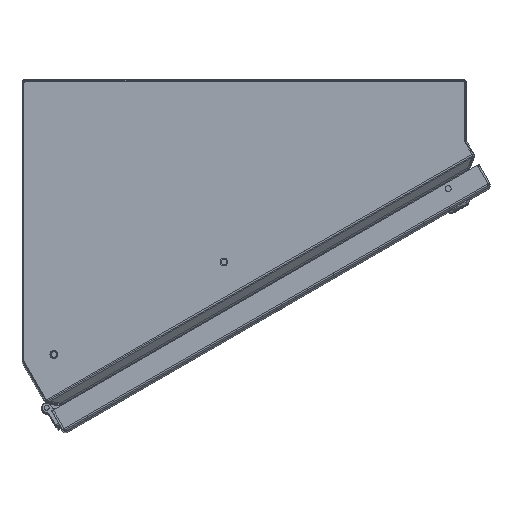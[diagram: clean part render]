
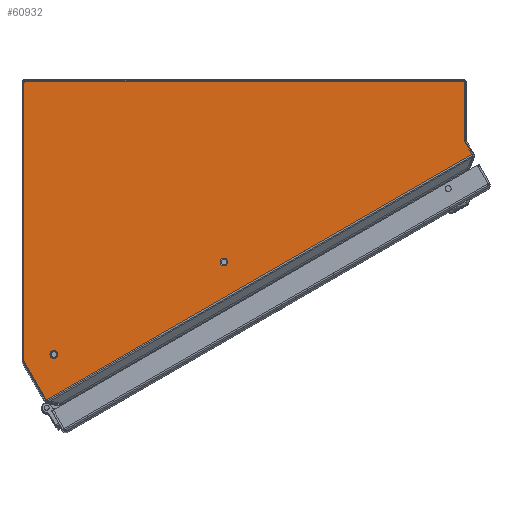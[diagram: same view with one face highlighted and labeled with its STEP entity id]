
A CAD part, top view. The second image highlights one B-rep face of the part: STEP entity #60932.
In plain terms, the highlighted planar face has unit normal (0, 0, 1).
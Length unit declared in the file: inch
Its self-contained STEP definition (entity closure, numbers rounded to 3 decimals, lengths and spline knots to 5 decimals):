
#271 = CARTESIAN_POINT ( 'NONE',  ( 7.15505, 0.00803, 15. ) ) ;
#367 = CARTESIAN_POINT ( 'NONE',  ( -6.41426, -8.38532, 15. ) ) ;
#470 = EDGE_CURVE ( 'NONE', #53973, #59173, #21146, .T. ) ;
#747 = ORIENTED_EDGE ( 'NONE', *, *, #48572, .T. ) ;
#932 = ORIENTED_EDGE ( 'NONE', *, *, #83104, .T. ) ;
#1599 = FACE_BOUND ( 'NONE', #39057, .T. ) ;
#2704 = DIRECTION ( 'NONE',  ( 0., 0., 1. ) ) ;
#2835 = DIRECTION ( 'NONE',  ( 0., 0., 1. ) ) ;
#3361 = VECTOR ( 'NONE', #4258, 39.37008 ) ;
#3589 = CIRCLE ( 'NONE', #58011, 0.0965 ) ;
#4140 = EDGE_LOOP ( 'NONE', ( #15225, #932, #74707, #55372, #89919, #14877, #91313, #65524, #38916, #13400, #86060, #93830 ) ) ;
#4258 = DIRECTION ( 'NONE',  ( -0.866, -0.5, 0. ) ) ;
#4980 = VERTEX_POINT ( 'NONE', #75552 ) ;
#5012 = VERTEX_POINT ( 'NONE', #60491 ) ;
#5117 = DIRECTION ( 'NONE',  ( 0., 0., -1. ) ) ;
#6043 = EDGE_CURVE ( 'NONE', #68404, #5012, #25081, .T. ) ;
#6417 = VECTOR ( 'NONE', #29968, 39.37008 ) ;
#7247 = DIRECTION ( 'NONE',  ( 0., 0., -1. ) ) ;
#7545 = DIRECTION ( 'NONE',  ( 1., 0., 0. ) ) ;
#8274 = VERTEX_POINT ( 'NONE', #93434 ) ;
#9119 = CARTESIAN_POINT ( 'NONE',  ( -7.14701, -7.11615, 15. ) ) ;
#9549 = CARTESIAN_POINT ( 'NONE',  ( -7.09505, 1.97, 15. ) ) ;
#9755 = CIRCLE ( 'NONE', #51432, 0.06 ) ;
#10024 = EDGE_CURVE ( 'NONE', #5012, #68404, #14198, .T. ) ;
#10216 = EDGE_CURVE ( 'NONE', #8274, #38935, #92591, .T. ) ;
#10269 = CARTESIAN_POINT ( 'NONE',  ( -6.41426, -8.38532, 15. ) ) ;
#10517 = CARTESIAN_POINT ( 'NONE',  ( 7.1671, -0.02892, 15. ) ) ;
#10856 = CARTESIAN_POINT ( 'NONE',  ( 7.16309, -0.02197, 15. ) ) ;
#13400 = ORIENTED_EDGE ( 'NONE', *, *, #470, .T. ) ;
#14198 = CIRCLE ( 'NONE', #20599, 0.0965 ) ;
#14877 = ORIENTED_EDGE ( 'NONE', *, *, #48026, .F. ) ;
#15225 = ORIENTED_EDGE ( 'NONE', *, *, #34058, .F. ) ;
#16360 = AXIS2_PLACEMENT_3D ( 'NONE', #72264, #74227, #51190 ) ;
#16997 = ORIENTED_EDGE ( 'NONE', *, *, #10024, .F. ) ;
#17849 = CARTESIAN_POINT ( 'NONE',  ( 7.21505, 0.00803, 15. ) ) ;
#18304 = DIRECTION ( 'NONE',  ( 0., 0., 1. ) ) ;
#20390 = DIRECTION ( 'NONE',  ( 0., 1., 0. ) ) ;
#20599 = AXIS2_PLACEMENT_3D ( 'NONE', #41405, #18304, #73969 ) ;
#21146 = CIRCLE ( 'NONE', #51642, 0.06 ) ;
#21432 = LINE ( 'NONE', #98585, #6417 ) ;
#22088 = DIRECTION ( 'NONE',  ( 1., 0., 0. ) ) ;
#22299 = CARTESIAN_POINT ( 'NONE',  ( -7.15505, -7.08615, 15. ) ) ;
#22380 = VERTEX_POINT ( 'NONE', #67896 ) ;
#25081 = CIRCLE ( 'NONE', #49230, 0.0965 ) ;
#25208 = VECTOR ( 'NONE', #86757, 39.37008 ) ;
#26054 = FACE_BOUND ( 'NONE', #76192, .T. ) ;
#26186 = EDGE_CURVE ( 'NONE', #32724, #36759, #89711, .T. ) ;
#26314 = CARTESIAN_POINT ( 'NONE',  ( 7.09505, 1.91, 15. ) ) ;
#27769 = CARTESIAN_POINT ( 'NONE',  ( -7.15505, 1.91, 15. ) ) ;
#28918 = LINE ( 'NONE', #59577, #70492 ) ;
#29096 = VERTEX_POINT ( 'NONE', #9119 ) ;
#29968 = DIRECTION ( 'NONE',  ( 0., 1., 0. ) ) ;
#32724 = VERTEX_POINT ( 'NONE', #27769 ) ;
#32750 = EDGE_CURVE ( 'NONE', #22380, #51011, #51430, .T. ) ;
#33156 = VECTOR ( 'NONE', #80781, 39.37008 ) ;
#33251 = EDGE_CURVE ( 'NONE', #70178, #77782, #9755, .T. ) ;
#33665 = VERTEX_POINT ( 'NONE', #94338 ) ;
#34058 = EDGE_CURVE ( 'NONE', #54267, #77782, #77292, .T. ) ;
#36759 = VERTEX_POINT ( 'NONE', #22299 ) ;
#37504 = DIRECTION ( 'NONE',  ( -0.5, 0.866, 0. ) ) ;
#38916 = ORIENTED_EDGE ( 'NONE', *, *, #59318, .F. ) ;
#38935 = VERTEX_POINT ( 'NONE', #51114 ) ;
#39057 = EDGE_LOOP ( 'NONE', ( #57067, #747 ) ) ;
#40001 = LINE ( 'NONE', #367, #86708 ) ;
#40342 = VECTOR ( 'NONE', #7545, 39.37008 ) ;
#41405 = CARTESIAN_POINT ( 'NONE',  ( -0.65606, -3.90613, 15. ) ) ;
#43130 = CARTESIAN_POINT ( 'NONE',  ( 7.16309, -0.02197, 15. ) ) ;
#43187 = CARTESIAN_POINT ( 'NONE',  ( -7.15505, 1.91, 15. ) ) ;
#43403 = CARTESIAN_POINT ( 'NONE',  ( 7.39019, -0.41532, 15. ) ) ;
#43625 = ORIENTED_EDGE ( 'NONE', *, *, #6043, .F. ) ;
#46220 = AXIS2_PLACEMENT_3D ( 'NONE', #73853, #5117, #22088 ) ;
#47522 = DIRECTION ( 'NONE',  ( -0.5, 0.866, 0. ) ) ;
#47937 = AXIS2_PLACEMENT_3D ( 'NONE', #63121, #86651, #70631 ) ;
#48026 = EDGE_CURVE ( 'NONE', #51011, #4980, #40001, .T. ) ;
#48386 = CARTESIAN_POINT ( 'NONE',  ( -0.65606, -3.90613, 15. ) ) ;
#48479 = DIRECTION ( 'NONE',  ( -0.866, -0.5, 0. ) ) ;
#48572 = EDGE_CURVE ( 'NONE', #38935, #8274, #3589, .T. ) ;
#48675 = DIRECTION ( 'NONE',  ( 0.5, -0.866, 0. ) ) ;
#49230 = AXIS2_PLACEMENT_3D ( 'NONE', #48386, #2704, #77958 ) ;
#50634 = LINE ( 'NONE', #43130, #89735 ) ;
#51011 = VERTEX_POINT ( 'NONE', #10269 ) ;
#51114 = CARTESIAN_POINT ( 'NONE',  ( -6.24975, -6.8974, 15. ) ) ;
#51125 = CIRCLE ( 'NONE', #47937, 0.06 ) ;
#51190 = DIRECTION ( 'NONE',  ( 1., 0., 0. ) ) ;
#51430 = LINE ( 'NONE', #43403, #3361 ) ;
#51432 = AXIS2_PLACEMENT_3D ( 'NONE', #26314, #2835, #71033 ) ;
#51642 = AXIS2_PLACEMENT_3D ( 'NONE', #17849, #56965, #48479 ) ;
#52633 = CARTESIAN_POINT ( 'NONE',  ( -0.65606, -3.80963, 15. ) ) ;
#52949 = CARTESIAN_POINT ( 'NONE',  ( -7.09505, 1.97, 15. ) ) ;
#53973 = VERTEX_POINT ( 'NONE', #10856 ) ;
#54267 = VERTEX_POINT ( 'NONE', #52949 ) ;
#55372 = ORIENTED_EDGE ( 'NONE', *, *, #95363, .T. ) ;
#56718 = PLANE ( 'NONE',  #16360 ) ;
#56965 = DIRECTION ( 'NONE',  ( 0., 0., -1. ) ) ;
#57067 = ORIENTED_EDGE ( 'NONE', *, *, #10216, .T. ) ;
#58011 = AXIS2_PLACEMENT_3D ( 'NONE', #68969, #7247, #92956 ) ;
#58838 = EDGE_CURVE ( 'NONE', #4980, #29096, #28918, .T. ) ;
#59173 = VERTEX_POINT ( 'NONE', #271 ) ;
#59318 = EDGE_CURVE ( 'NONE', #53973, #33665, #50634, .T. ) ;
#59577 = CARTESIAN_POINT ( 'NONE',  ( -7.143, -7.1231, 15. ) ) ;
#59998 = CARTESIAN_POINT ( 'NONE',  ( -7.09505, 1.91, 15. ) ) ;
#60491 = CARTESIAN_POINT ( 'NONE',  ( -0.65606, -4.00263, 15. ) ) ;
#60932 = ADVANCED_FACE ( 'NONE', ( #26054, #1599, #69755 ), #56718, .T. ) ;
#63121 = CARTESIAN_POINT ( 'NONE',  ( -7.09505, -7.08615, 15. ) ) ;
#65524 = ORIENTED_EDGE ( 'NONE', *, *, #68150, .F. ) ;
#67896 = CARTESIAN_POINT ( 'NONE',  ( 7.39019, -0.41532, 15. ) ) ;
#68150 = EDGE_CURVE ( 'NONE', #33665, #22380, #87728, .T. ) ;
#68404 = VERTEX_POINT ( 'NONE', #52633 ) ;
#68969 = CARTESIAN_POINT ( 'NONE',  ( -6.15325, -6.8974, 15. ) ) ;
#69755 = FACE_OUTER_BOUND ( 'NONE', #4140, .T. ) ;
#70178 = VERTEX_POINT ( 'NONE', #81427 ) ;
#70492 = VECTOR ( 'NONE', #37504, 39.37008 ) ;
#70631 = DIRECTION ( 'NONE',  ( -1., 0., 0. ) ) ;
#71033 = DIRECTION ( 'NONE',  ( 1., 0., 0. ) ) ;
#72054 = EDGE_CURVE ( 'NONE', #59173, #70178, #21432, .T. ) ;
#72264 = CARTESIAN_POINT ( 'NONE',  ( -0.00001, 0., 15. ) ) ;
#72528 = CIRCLE ( 'NONE', #94867, 0.06 ) ;
#73853 = CARTESIAN_POINT ( 'NONE',  ( -6.15325, -6.8974, 15. ) ) ;
#73969 = DIRECTION ( 'NONE',  ( 0., -1., 0. ) ) ;
#74227 = DIRECTION ( 'NONE',  ( 0., 0., 1. ) ) ;
#74707 = ORIENTED_EDGE ( 'NONE', *, *, #26186, .T. ) ;
#75552 = CARTESIAN_POINT ( 'NONE',  ( -7.143, -7.1231, 15. ) ) ;
#76192 = EDGE_LOOP ( 'NONE', ( #16997, #43625 ) ) ;
#77292 = LINE ( 'NONE', #9549, #40342 ) ;
#77782 = VERTEX_POINT ( 'NONE', #86359 ) ;
#77958 = DIRECTION ( 'NONE',  ( 0., 1., 0. ) ) ;
#80781 = DIRECTION ( 'NONE',  ( 0., -1., 0. ) ) ;
#81427 = CARTESIAN_POINT ( 'NONE',  ( 7.15505, 1.91, 15. ) ) ;
#83104 = EDGE_CURVE ( 'NONE', #54267, #32724, #72528, .T. ) ;
#86060 = ORIENTED_EDGE ( 'NONE', *, *, #72054, .T. ) ;
#86359 = CARTESIAN_POINT ( 'NONE',  ( 7.09505, 1.97, 15. ) ) ;
#86651 = DIRECTION ( 'NONE',  ( 0., 0., 1. ) ) ;
#86708 = VECTOR ( 'NONE', #47522, 39.37008 ) ;
#86757 = DIRECTION ( 'NONE',  ( 0.5, -0.866, 0. ) ) ;
#87728 = LINE ( 'NONE', #10517, #25208 ) ;
#89711 = LINE ( 'NONE', #43187, #33156 ) ;
#89735 = VECTOR ( 'NONE', #48675, 39.37008 ) ;
#89919 = ORIENTED_EDGE ( 'NONE', *, *, #58838, .F. ) ;
#91313 = ORIENTED_EDGE ( 'NONE', *, *, #32750, .F. ) ;
#92591 = CIRCLE ( 'NONE', #46220, 0.0965 ) ;
#92956 = DIRECTION ( 'NONE',  ( -1., 0., 0. ) ) ;
#93434 = CARTESIAN_POINT ( 'NONE',  ( -6.05675, -6.8974, 15. ) ) ;
#93830 = ORIENTED_EDGE ( 'NONE', *, *, #33251, .T. ) ;
#94338 = CARTESIAN_POINT ( 'NONE',  ( 7.1671, -0.02892, 15. ) ) ;
#94867 = AXIS2_PLACEMENT_3D ( 'NONE', #59998, #98477, #20390 ) ;
#95363 = EDGE_CURVE ( 'NONE', #36759, #29096, #51125, .T. ) ;
#98477 = DIRECTION ( 'NONE',  ( 0., 0., 1. ) ) ;
#98585 = CARTESIAN_POINT ( 'NONE',  ( 7.15505, 0.00803, 15. ) ) ;
